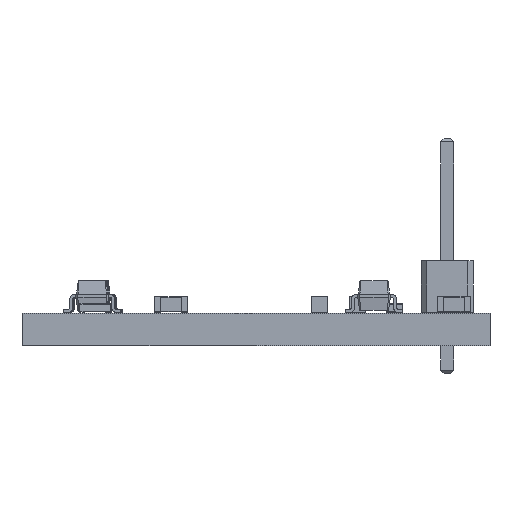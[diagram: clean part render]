
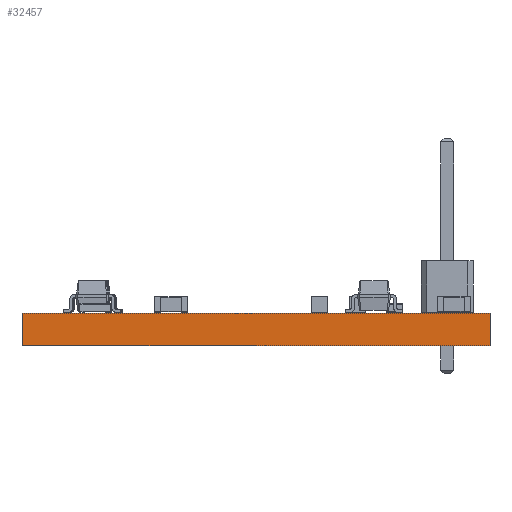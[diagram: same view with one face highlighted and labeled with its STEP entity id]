
A CAD part, front view. The second image highlights one B-rep face of the part: STEP entity #32457.
In plain terms, the highlighted planar face has unit normal (0, -1, 0).
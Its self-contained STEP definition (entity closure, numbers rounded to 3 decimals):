
#32457 = ADVANCED_FACE('',(#32458),#32472,.T.);
#32458 = FACE_BOUND('',#32459,.T.);
#32459 = EDGE_LOOP('',(#32460,#32495,#32523,#32551));
#32460 = ORIENTED_EDGE('',*,*,#32461,.T.);
#32461 = EDGE_CURVE('',#32462,#32464,#32466,.T.);
#32462 = VERTEX_POINT('',#32463);
#32463 = CARTESIAN_POINT('',(146.05,-111.1,0.));
#32464 = VERTEX_POINT('',#32465);
#32465 = CARTESIAN_POINT('',(146.05,-111.1,1.6));
#32466 = SURFACE_CURVE('',#32467,(#32471,#32483),.PCURVE_S1.);
#32467 = LINE('',#32468,#32469);
#32468 = CARTESIAN_POINT('',(146.05,-111.1,0.));
#32469 = VECTOR('',#32470,1.);
#32470 = DIRECTION('',(0.,0.,1.));
#32471 = PCURVE('',#32472,#32477);
#32472 = PLANE('',#32473);
#32473 = AXIS2_PLACEMENT_3D('',#32474,#32475,#32476);
#32474 = CARTESIAN_POINT('',(146.05,-111.1,0.));
#32475 = DIRECTION('',(0.,-1.,0.));
#32476 = DIRECTION('',(-1.,0.,0.));
#32477 = DEFINITIONAL_REPRESENTATION('',(#32478),#32482);
#32478 = LINE('',#32479,#32480);
#32479 = CARTESIAN_POINT('',(0.,-0.));
#32480 = VECTOR('',#32481,1.);
#32481 = DIRECTION('',(0.,-1.));
#32482 = ( GEOMETRIC_REPRESENTATION_CONTEXT(2) 
PARAMETRIC_REPRESENTATION_CONTEXT() REPRESENTATION_CONTEXT('2D SPACE',''
  ) );
#32483 = PCURVE('',#32484,#32489);
#32484 = PLANE('',#32485);
#32485 = AXIS2_PLACEMENT_3D('',#32486,#32487,#32488);
#32486 = CARTESIAN_POINT('',(146.05,-83.1,0.));
#32487 = DIRECTION('',(1.,0.,-0.));
#32488 = DIRECTION('',(0.,-1.,0.));
#32489 = DEFINITIONAL_REPRESENTATION('',(#32490),#32494);
#32490 = LINE('',#32491,#32492);
#32491 = CARTESIAN_POINT('',(28.,0.));
#32492 = VECTOR('',#32493,1.);
#32493 = DIRECTION('',(0.,-1.));
#32494 = ( GEOMETRIC_REPRESENTATION_CONTEXT(2) 
PARAMETRIC_REPRESENTATION_CONTEXT() REPRESENTATION_CONTEXT('2D SPACE',''
  ) );
#32495 = ORIENTED_EDGE('',*,*,#32496,.T.);
#32496 = EDGE_CURVE('',#32464,#32497,#32499,.T.);
#32497 = VERTEX_POINT('',#32498);
#32498 = CARTESIAN_POINT('',(123.05,-111.1,1.6));
#32499 = SURFACE_CURVE('',#32500,(#32504,#32511),.PCURVE_S1.);
#32500 = LINE('',#32501,#32502);
#32501 = CARTESIAN_POINT('',(146.05,-111.1,1.6));
#32502 = VECTOR('',#32503,1.);
#32503 = DIRECTION('',(-1.,0.,0.));
#32504 = PCURVE('',#32472,#32505);
#32505 = DEFINITIONAL_REPRESENTATION('',(#32506),#32510);
#32506 = LINE('',#32507,#32508);
#32507 = CARTESIAN_POINT('',(0.,-1.6));
#32508 = VECTOR('',#32509,1.);
#32509 = DIRECTION('',(1.,0.));
#32510 = ( GEOMETRIC_REPRESENTATION_CONTEXT(2) 
PARAMETRIC_REPRESENTATION_CONTEXT() REPRESENTATION_CONTEXT('2D SPACE',''
  ) );
#32511 = PCURVE('',#32512,#32517);
#32512 = PLANE('',#32513);
#32513 = AXIS2_PLACEMENT_3D('',#32514,#32515,#32516);
#32514 = CARTESIAN_POINT('',(134.55,-97.1,1.6));
#32515 = DIRECTION('',(-0.,-0.,-1.));
#32516 = DIRECTION('',(-1.,0.,0.));
#32517 = DEFINITIONAL_REPRESENTATION('',(#32518),#32522);
#32518 = LINE('',#32519,#32520);
#32519 = CARTESIAN_POINT('',(-11.5,-14.));
#32520 = VECTOR('',#32521,1.);
#32521 = DIRECTION('',(1.,0.));
#32522 = ( GEOMETRIC_REPRESENTATION_CONTEXT(2) 
PARAMETRIC_REPRESENTATION_CONTEXT() REPRESENTATION_CONTEXT('2D SPACE',''
  ) );
#32523 = ORIENTED_EDGE('',*,*,#32524,.F.);
#32524 = EDGE_CURVE('',#32525,#32497,#32527,.T.);
#32525 = VERTEX_POINT('',#32526);
#32526 = CARTESIAN_POINT('',(123.05,-111.1,0.));
#32527 = SURFACE_CURVE('',#32528,(#32532,#32539),.PCURVE_S1.);
#32528 = LINE('',#32529,#32530);
#32529 = CARTESIAN_POINT('',(123.05,-111.1,0.));
#32530 = VECTOR('',#32531,1.);
#32531 = DIRECTION('',(0.,0.,1.));
#32532 = PCURVE('',#32472,#32533);
#32533 = DEFINITIONAL_REPRESENTATION('',(#32534),#32538);
#32534 = LINE('',#32535,#32536);
#32535 = CARTESIAN_POINT('',(23.,0.));
#32536 = VECTOR('',#32537,1.);
#32537 = DIRECTION('',(0.,-1.));
#32538 = ( GEOMETRIC_REPRESENTATION_CONTEXT(2) 
PARAMETRIC_REPRESENTATION_CONTEXT() REPRESENTATION_CONTEXT('2D SPACE',''
  ) );
#32539 = PCURVE('',#32540,#32545);
#32540 = PLANE('',#32541);
#32541 = AXIS2_PLACEMENT_3D('',#32542,#32543,#32544);
#32542 = CARTESIAN_POINT('',(123.05,-111.1,0.));
#32543 = DIRECTION('',(-1.,0.,0.));
#32544 = DIRECTION('',(0.,1.,0.));
#32545 = DEFINITIONAL_REPRESENTATION('',(#32546),#32550);
#32546 = LINE('',#32547,#32548);
#32547 = CARTESIAN_POINT('',(0.,0.));
#32548 = VECTOR('',#32549,1.);
#32549 = DIRECTION('',(0.,-1.));
#32550 = ( GEOMETRIC_REPRESENTATION_CONTEXT(2) 
PARAMETRIC_REPRESENTATION_CONTEXT() REPRESENTATION_CONTEXT('2D SPACE',''
  ) );
#32551 = ORIENTED_EDGE('',*,*,#32552,.F.);
#32552 = EDGE_CURVE('',#32462,#32525,#32553,.T.);
#32553 = SURFACE_CURVE('',#32554,(#32558,#32565),.PCURVE_S1.);
#32554 = LINE('',#32555,#32556);
#32555 = CARTESIAN_POINT('',(146.05,-111.1,0.));
#32556 = VECTOR('',#32557,1.);
#32557 = DIRECTION('',(-1.,0.,0.));
#32558 = PCURVE('',#32472,#32559);
#32559 = DEFINITIONAL_REPRESENTATION('',(#32560),#32564);
#32560 = LINE('',#32561,#32562);
#32561 = CARTESIAN_POINT('',(0.,-0.));
#32562 = VECTOR('',#32563,1.);
#32563 = DIRECTION('',(1.,0.));
#32564 = ( GEOMETRIC_REPRESENTATION_CONTEXT(2) 
PARAMETRIC_REPRESENTATION_CONTEXT() REPRESENTATION_CONTEXT('2D SPACE',''
  ) );
#32565 = PCURVE('',#32566,#32571);
#32566 = PLANE('',#32567);
#32567 = AXIS2_PLACEMENT_3D('',#32568,#32569,#32570);
#32568 = CARTESIAN_POINT('',(134.55,-97.1,0.));
#32569 = DIRECTION('',(-0.,-0.,-1.));
#32570 = DIRECTION('',(-1.,0.,0.));
#32571 = DEFINITIONAL_REPRESENTATION('',(#32572),#32576);
#32572 = LINE('',#32573,#32574);
#32573 = CARTESIAN_POINT('',(-11.5,-14.));
#32574 = VECTOR('',#32575,1.);
#32575 = DIRECTION('',(1.,0.));
#32576 = ( GEOMETRIC_REPRESENTATION_CONTEXT(2) 
PARAMETRIC_REPRESENTATION_CONTEXT() REPRESENTATION_CONTEXT('2D SPACE',''
  ) );
